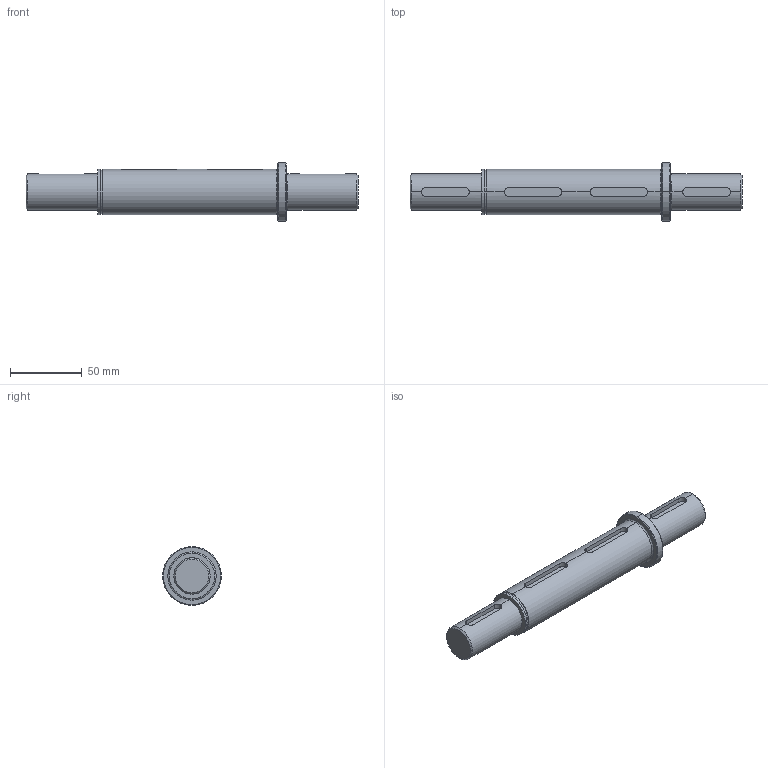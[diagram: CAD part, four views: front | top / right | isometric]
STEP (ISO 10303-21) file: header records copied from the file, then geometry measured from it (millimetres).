
FILE_DESCRIPTION (( 'STEP AP214' ), '1' );
FILE_NAME ('HBR-37-DS.step', '2019-06-11T14:18:14', ( '' ), ( '' ), 'SwSTEP 2.0', 'SolidWorks 2018', '' );
FILE_SCHEMA (( 'AUTOMOTIVE_DESIGN' ));
Length unit declared in the file: inch
Products named in the file (1): HBR-37-DS
Bounding box: 232.08 x 41 x 41 mm (x, y, z)
Volume: 155106.8 mm3; surface area: 24885.9 mm2
Topology: 1 solids, 1 shells, 55 faces, 134 edges, 86 vertices
Faces by surface type: cylinder 24, plane 19, cone 8, bspline 4
Entity records: 2144 total; most frequent: CARTESIAN_POINT 816, DIRECTION 272, ORIENTED_EDGE 268, EDGE_CURVE 134, AXIS2_PLACEMENT_3D 106, VERTEX_POINT 86, EDGE_LOOP 60, LINE 60
